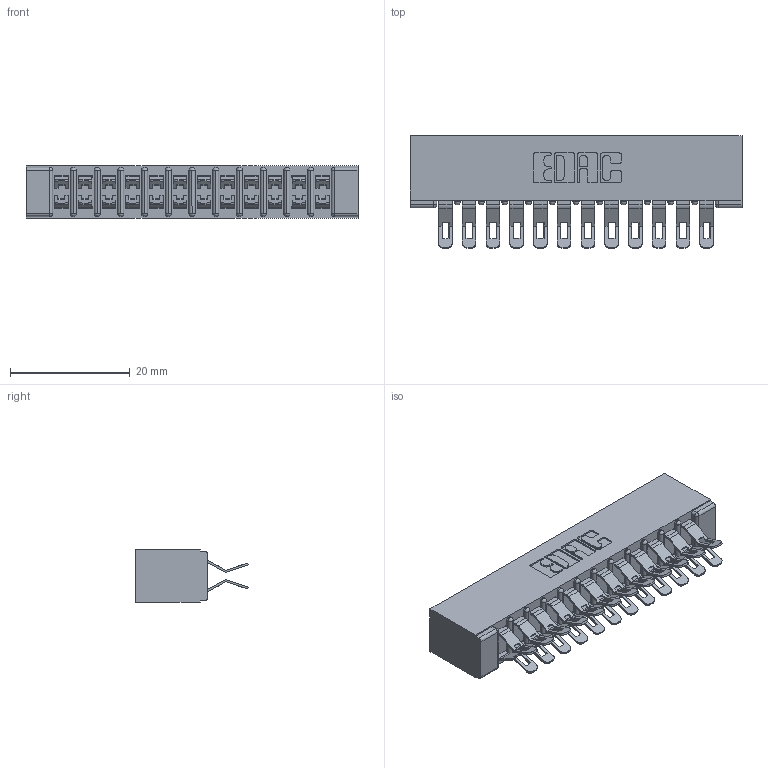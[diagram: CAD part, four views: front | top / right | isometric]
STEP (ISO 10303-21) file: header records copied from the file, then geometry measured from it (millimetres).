
FILE_DESCRIPTION (( 'STEP AP203' ), '1' );
FILE_NAME ('357-024-555-201.STEP', '2019-09-17T22:09:09', ( '' ), ( '' ), 'SwSTEP 2.0', 'SolidWorks 2016', '' );
FILE_SCHEMA (( 'CONFIG_CONTROL_DESIGN' ));
Length unit declared in the file: inch
Products named in the file (3): 357-024-555-201; 307 Part_No Mounting Lugs; 307-290-001_555
Assembly tree (25 placements, depth 2):
  357-024-555-201
    307 Part_No Mounting Lugs
    307-290-001_555  x24
Bounding box: 55.42 x 18.75 x 8.71 mm (x, y, z)
Volume: 3931 mm3; surface area: 7287.2 mm2
Topology: 25 solids, 25 shells, 1587 faces, 4643 edges, 3026 vertices
Faces by surface type: plane 882, cylinder 679, sphere 26
Entity records: 14629 total; most frequent: CARTESIAN_POINT 2404, ORIENTED_EDGE 2380, DIRECTION 2374, EDGE_CURVE 1190, VECTOR 890, LINE 890, VERTEX_POINT 772, AXIS2_PLACEMENT_3D 742
